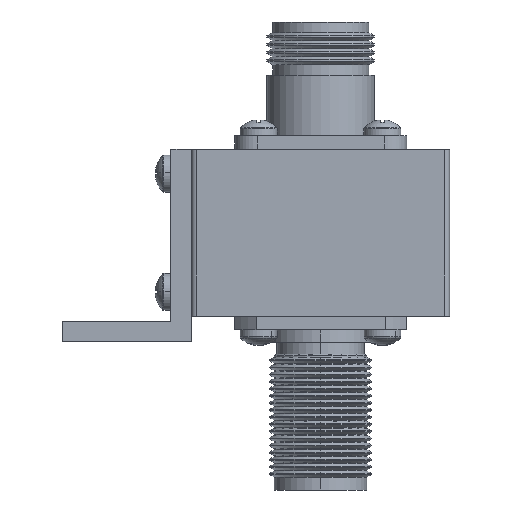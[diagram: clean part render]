
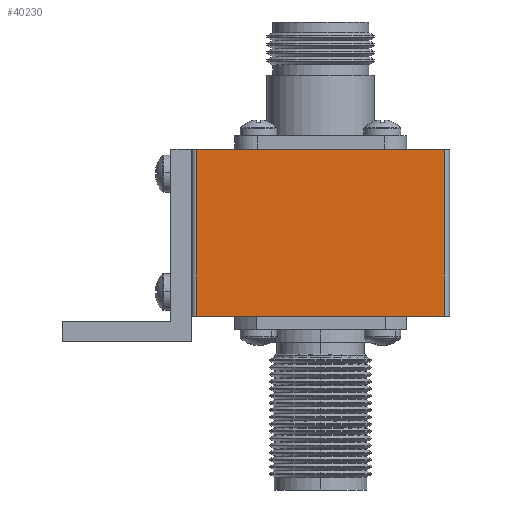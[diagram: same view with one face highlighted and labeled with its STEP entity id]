
A CAD part, front view. The second image highlights one B-rep face of the part: STEP entity #40230.
In plain terms, the highlighted planar face has unit normal (0, -1, 0).
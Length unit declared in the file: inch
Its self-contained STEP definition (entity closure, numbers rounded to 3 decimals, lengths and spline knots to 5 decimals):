
#814 = CARTESIAN_POINT ( 'NONE',  ( 1.47, 0., 0. ) ) ;
#2335 = DIRECTION ( 'NONE',  ( 0., 0., 1. ) ) ;
#4921 = ORIENTED_EDGE ( 'NONE', *, *, #27411, .T. ) ;
#5718 = LINE ( 'NONE', #66721, #66422 ) ;
#6517 = VERTEX_POINT ( 'NONE', #56740 ) ;
#6989 = VECTOR ( 'NONE', #28619, 39.37008 ) ;
#7448 = CARTESIAN_POINT ( 'NONE',  ( 1.47, 0., 0.97 ) ) ;
#8195 = DIRECTION ( 'NONE',  ( 0., 1., 0. ) ) ;
#10344 = CARTESIAN_POINT ( 'NONE',  ( 1.47, 0., 0.97 ) ) ;
#16900 = EDGE_CURVE ( 'NONE', #6517, #68112, #5718, .T. ) ;
#17198 = ORIENTED_EDGE ( 'NONE', *, *, #16900, .F. ) ;
#19355 = DIRECTION ( 'NONE',  ( 1., 0., 0. ) ) ;
#21991 = VECTOR ( 'NONE', #2335, 39.37008 ) ;
#27411 = EDGE_CURVE ( 'NONE', #41963, #68112, #85164, .T. ) ;
#28619 = DIRECTION ( 'NONE',  ( 1., 0., 0. ) ) ;
#30340 = EDGE_LOOP ( 'NONE', ( #67504, #4921, #17198, #77196 ) ) ;
#32096 = VERTEX_POINT ( 'NONE', #46522 ) ;
#40230 = ADVANCED_FACE ( 'NONE', ( #74661 ), #55613, .F. ) ;
#41963 = VERTEX_POINT ( 'NONE', #814 ) ;
#46522 = CARTESIAN_POINT ( 'NONE',  ( 0.03, 0., 0. ) ) ;
#48437 = CARTESIAN_POINT ( 'NONE',  ( 0.03, 0., 0.97 ) ) ;
#50382 = AXIS2_PLACEMENT_3D ( 'NONE', #55275, #8195, #63601 ) ;
#52960 = EDGE_CURVE ( 'NONE', #6517, #32096, #62317, .T. ) ;
#55275 = CARTESIAN_POINT ( 'NONE',  ( 0., 0., 0.97 ) ) ;
#55613 = PLANE ( 'NONE',  #50382 ) ;
#56740 = CARTESIAN_POINT ( 'NONE',  ( 0.03, 0., 0.97 ) ) ;
#62317 = LINE ( 'NONE', #48437, #99538 ) ;
#63601 = DIRECTION ( 'NONE',  ( 0., 0., 1. ) ) ;
#66422 = VECTOR ( 'NONE', #19355, 39.37008 ) ;
#66721 = CARTESIAN_POINT ( 'NONE',  ( 0., 0., 0.97 ) ) ;
#67504 = ORIENTED_EDGE ( 'NONE', *, *, #84901, .T. ) ;
#67704 = LINE ( 'NONE', #68041, #6989 ) ;
#68041 = CARTESIAN_POINT ( 'NONE',  ( 0., 0., 0. ) ) ;
#68112 = VERTEX_POINT ( 'NONE', #7448 ) ;
#74661 = FACE_OUTER_BOUND ( 'NONE', #30340, .T. ) ;
#77196 = ORIENTED_EDGE ( 'NONE', *, *, #52960, .T. ) ;
#84901 = EDGE_CURVE ( 'NONE', #32096, #41963, #67704, .T. ) ;
#85164 = LINE ( 'NONE', #10344, #21991 ) ;
#95911 = DIRECTION ( 'NONE',  ( 0., 0., -1. ) ) ;
#99538 = VECTOR ( 'NONE', #95911, 39.37008 ) ;
